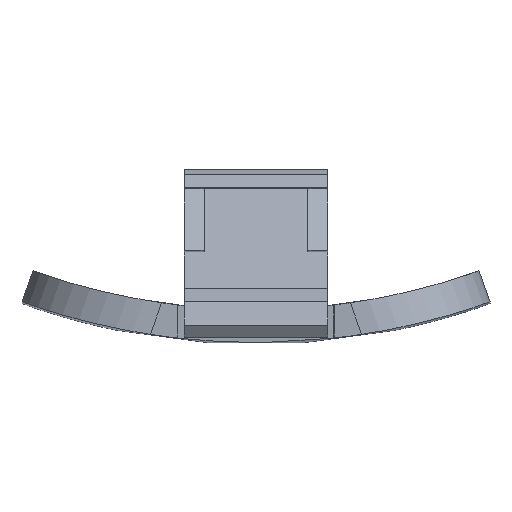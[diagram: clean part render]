
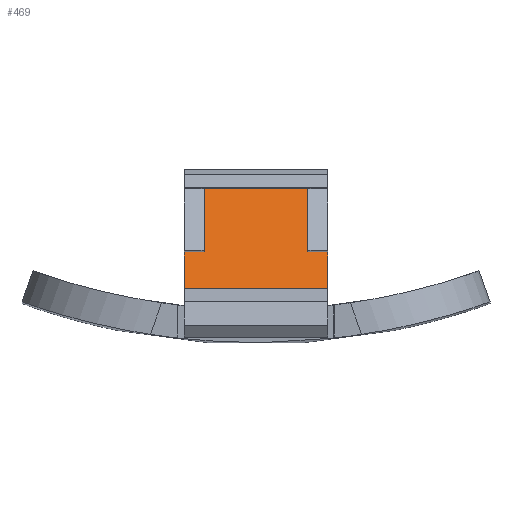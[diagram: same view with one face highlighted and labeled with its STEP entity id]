
A CAD part, top view. The second image highlights one B-rep face of the part: STEP entity #469.
In plain terms, the highlighted planar face has unit normal (0, 0.287, 0.958).
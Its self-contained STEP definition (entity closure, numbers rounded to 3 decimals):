
#73 = VERTEX_POINT('',#74);
#74 = CARTESIAN_POINT('',(-4.35,-38.709,71.368
    ));
#80 = EDGE_CURVE('',#81,#73,#83,.T.);
#81 = VERTEX_POINT('',#82);
#82 = CARTESIAN_POINT('',(-4.35,-36.511,70.709
    ));
#83 = LINE('',#84,#85);
#84 = CARTESIAN_POINT('',(-4.35,-32.68,69.56)
  );
#85 = VECTOR('',#86,1.);
#86 = DIRECTION('',(0.,-0.958,0.287));
#372 = VERTEX_POINT('',#373);
#373 = CARTESIAN_POINT('',(-3.15,-32.68,69.56
    ));
#428 = VERTEX_POINT('',#429);
#429 = CARTESIAN_POINT('',(-3.15,-36.511,
    70.709));
#435 = EDGE_CURVE('',#81,#428,#436,.T.);
#436 = LINE('',#437,#438);
#437 = CARTESIAN_POINT('',(-4.35,-36.511,
    70.709));
#438 = VECTOR('',#439,1.);
#439 = DIRECTION('',(1.,0.,0.));
#450 = VERTEX_POINT('',#451);
#451 = CARTESIAN_POINT('',(4.35,-38.709,
    71.368));
#457 = EDGE_CURVE('',#450,#73,#458,.T.);
#458 = LINE('',#459,#460);
#459 = CARTESIAN_POINT('',(4.35,-38.709,
    71.368));
#460 = VECTOR('',#461,1.);
#461 = DIRECTION('',(-1.,0.,0.));
#469 = ADVANCED_FACE('',(#470),#511,.F.);
#470 = FACE_BOUND('',#471,.F.);
#471 = EDGE_LOOP('',(#472,#473,#474,#480,#488,#496,#504,#510));
#472 = ORIENTED_EDGE('',*,*,#80,.F.);
#473 = ORIENTED_EDGE('',*,*,#435,.T.);
#474 = ORIENTED_EDGE('',*,*,#475,.T.);
#475 = EDGE_CURVE('',#428,#372,#476,.T.);
#476 = LINE('',#477,#478);
#477 = CARTESIAN_POINT('',(-3.15,-36.511,
    70.709));
#478 = VECTOR('',#479,1.);
#479 = DIRECTION('',(0.,0.958,-0.287));
#480 = ORIENTED_EDGE('',*,*,#481,.T.);
#481 = EDGE_CURVE('',#372,#482,#484,.T.);
#482 = VERTEX_POINT('',#483);
#483 = CARTESIAN_POINT('',(3.15,-32.68,69.56
    ));
#484 = LINE('',#485,#486);
#485 = CARTESIAN_POINT('',(-4.35,-32.68,69.56
    ));
#486 = VECTOR('',#487,1.);
#487 = DIRECTION('',(1.,0.,0.));
#488 = ORIENTED_EDGE('',*,*,#489,.F.);
#489 = EDGE_CURVE('',#490,#482,#492,.T.);
#490 = VERTEX_POINT('',#491);
#491 = CARTESIAN_POINT('',(3.15,-36.511,
    70.709));
#492 = LINE('',#493,#494);
#493 = CARTESIAN_POINT('',(3.15,-36.511,
    70.709));
#494 = VECTOR('',#495,1.);
#495 = DIRECTION('',(0.,0.958,-0.287));
#496 = ORIENTED_EDGE('',*,*,#497,.F.);
#497 = EDGE_CURVE('',#498,#490,#500,.T.);
#498 = VERTEX_POINT('',#499);
#499 = CARTESIAN_POINT('',(4.35,-36.511,
    70.709));
#500 = LINE('',#501,#502);
#501 = CARTESIAN_POINT('',(4.35,-36.511,
    70.709));
#502 = VECTOR('',#503,1.);
#503 = DIRECTION('',(-1.,0.,0.));
#504 = ORIENTED_EDGE('',*,*,#505,.T.);
#505 = EDGE_CURVE('',#498,#450,#506,.T.);
#506 = LINE('',#507,#508);
#507 = CARTESIAN_POINT('',(4.35,-32.68,69.56
    ));
#508 = VECTOR('',#509,1.);
#509 = DIRECTION('',(0.,-0.958,0.287));
#510 = ORIENTED_EDGE('',*,*,#457,.T.);
#511 = PLANE('',#512);
#512 = AXIS2_PLACEMENT_3D('',#513,#514,#515);
#513 = CARTESIAN_POINT('',(4.35,-32.68,69.56
    ));
#514 = DIRECTION('',(-0.,-0.287,-0.958));
#515 = DIRECTION('',(-1.,0.,0.));
